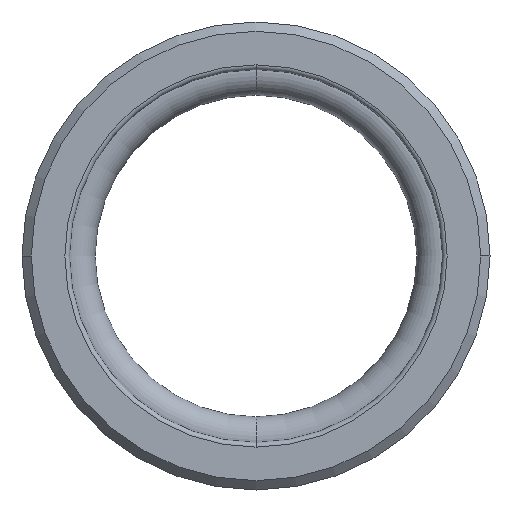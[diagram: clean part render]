
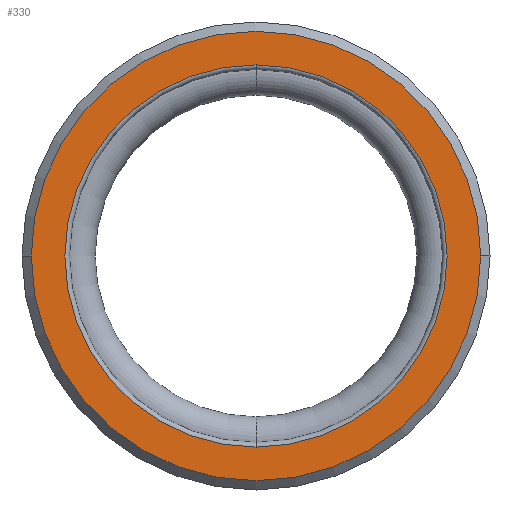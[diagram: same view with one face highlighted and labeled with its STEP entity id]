
A CAD part, front view. The second image highlights one B-rep face of the part: STEP entity #330.
In plain terms, the highlighted planar face has unit normal (0, -1, 0).
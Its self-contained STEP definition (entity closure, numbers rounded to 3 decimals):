
#23 = VERTEX_POINT ( 'NONE', #1010 ) ;
#29 = CIRCLE ( 'NONE', #1763, 8.2 ) ;
#38 = CIRCLE ( 'NONE', #822, 9.64 ) ;
#48 = EDGE_CURVE ( 'NONE', #563, #1158, #560, .T. ) ;
#173 = DIRECTION ( 'NONE',  ( 0., -1., 0. ) ) ;
#256 = CARTESIAN_POINT ( 'NONE',  ( -9.64, 0., 0. ) ) ;
#326 = DIRECTION ( 'NONE',  ( 1., 0., 0. ) ) ;
#328 = DIRECTION ( 'NONE',  ( 0., 0., 1. ) ) ;
#330 = ADVANCED_FACE ( 'NONE', ( #582, #1316 ), #349, .F. ) ;
#349 = PLANE ( 'NONE',  #1330 ) ;
#429 = CARTESIAN_POINT ( 'NONE',  ( 0., 0., 0. ) ) ;
#448 = EDGE_LOOP ( 'NONE', ( #1410, #1080 ) ) ;
#470 = DIRECTION ( 'NONE',  ( 0., 1., 0. ) ) ;
#533 = CARTESIAN_POINT ( 'NONE',  ( 9.64, 0., 0. ) ) ;
#560 = CIRCLE ( 'NONE', #746, 9.64 ) ;
#563 = VERTEX_POINT ( 'NONE', #256 ) ;
#571 = DIRECTION ( 'NONE',  ( 0., 0., -1. ) ) ;
#582 = FACE_BOUND ( 'NONE', #448, .T. ) ;
#586 = CARTESIAN_POINT ( 'NONE',  ( 0., 0., 0. ) ) ;
#610 = VERTEX_POINT ( 'NONE', #1284 ) ;
#738 = DIRECTION ( 'NONE',  ( 0., 0., -1. ) ) ;
#746 = AXIS2_PLACEMENT_3D ( 'NONE', #1446, #849, #1306 ) ;
#764 = DIRECTION ( 'NONE',  ( 0., -1., 0. ) ) ;
#779 = EDGE_CURVE ( 'NONE', #23, #610, #1404, .T. ) ;
#812 = EDGE_CURVE ( 'NONE', #1158, #563, #38, .T. ) ;
#822 = AXIS2_PLACEMENT_3D ( 'NONE', #1187, #764, #326 ) ;
#849 = DIRECTION ( 'NONE',  ( 0., -1., 0. ) ) ;
#887 = DIRECTION ( 'NONE',  ( 0., -1., 0. ) ) ;
#937 = ORIENTED_EDGE ( 'NONE', *, *, #812, .T. ) ;
#1010 = CARTESIAN_POINT ( 'NONE',  ( 0., 0., 8.2 ) ) ;
#1080 = ORIENTED_EDGE ( 'NONE', *, *, #779, .F. ) ;
#1124 = AXIS2_PLACEMENT_3D ( 'NONE', #586, #173, #738 ) ;
#1158 = VERTEX_POINT ( 'NONE', #533 ) ;
#1187 = CARTESIAN_POINT ( 'NONE',  ( 0., 0., 0. ) ) ;
#1284 = CARTESIAN_POINT ( 'NONE',  ( 0., 0., -8.2 ) ) ;
#1306 = DIRECTION ( 'NONE',  ( 1., 0., 0. ) ) ;
#1316 = FACE_OUTER_BOUND ( 'NONE', #1321, .T. ) ;
#1321 = EDGE_LOOP ( 'NONE', ( #1522, #937 ) ) ;
#1330 = AXIS2_PLACEMENT_3D ( 'NONE', #1760, #470, #328 ) ;
#1404 = CIRCLE ( 'NONE', #1124, 8.2 ) ;
#1410 = ORIENTED_EDGE ( 'NONE', *, *, #1632, .F. ) ;
#1446 = CARTESIAN_POINT ( 'NONE',  ( 0., 0., 0. ) ) ;
#1522 = ORIENTED_EDGE ( 'NONE', *, *, #48, .T. ) ;
#1632 = EDGE_CURVE ( 'NONE', #610, #23, #29, .T. ) ;
#1760 = CARTESIAN_POINT ( 'NONE',  ( -10.04, 0., 0. ) ) ;
#1763 = AXIS2_PLACEMENT_3D ( 'NONE', #429, #887, #571 ) ;
